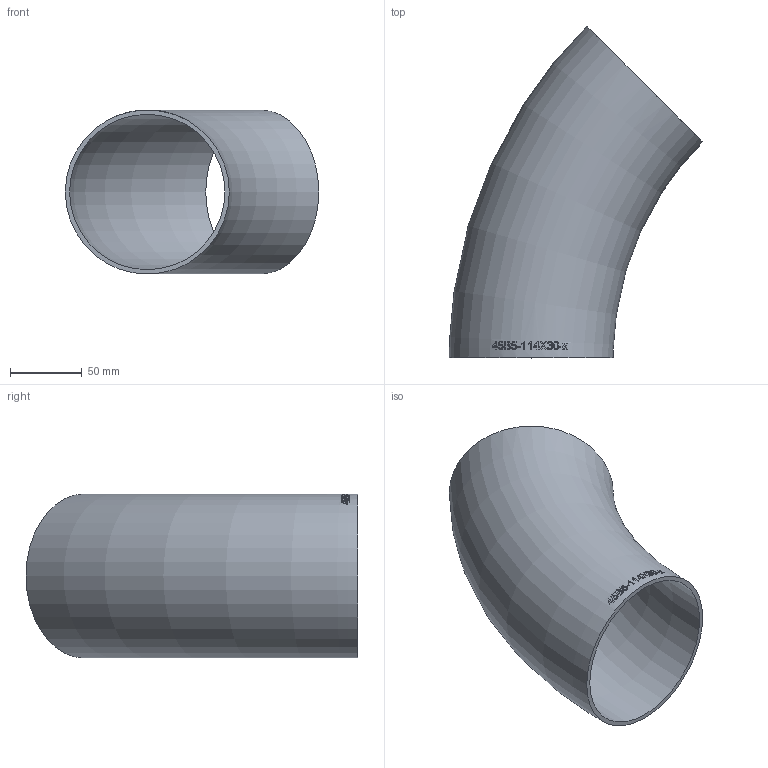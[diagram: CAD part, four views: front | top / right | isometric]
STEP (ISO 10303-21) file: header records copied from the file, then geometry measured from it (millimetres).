
FILE_DESCRIPTION (( 'STEP AP214' ), '1' );
FILE_NAME ('45B5-114X30-x Bogen 2005.STEP', '2020-05-09T10:45:41', ( '' ), ( '' ), 'SwSTEP 2.0', 'SolidWorks 2019', '' );
FILE_SCHEMA (( 'AUTOMOTIVE_DESIGN' ));
Length unit declared in the file: millimetre
Products named in the file (1): 45B5-114X30-x Bogen 2005
Bounding box: 176.64 x 231.33 x 114.3 mm (x, y, z)
Volume: 222440.2 mm3; surface area: 150403.9 mm2
Topology: 1 solids, 1 shells, 181 faces, 484 edges, 323 vertices
Faces by surface type: bspline 159, torus 20, plane 2
Entity records: 20063 total; most frequent: CARTESIAN_POINT 15038, ORIENTED_EDGE 962, EDGE_CURVE 481, B_SPLINE_CURVE_WITH_KNOTS 477, VERTEX_POINT 322, EDGE_LOOP 203, FACE_OUTER_BOUND 183, ADVANCED_FACE 181
